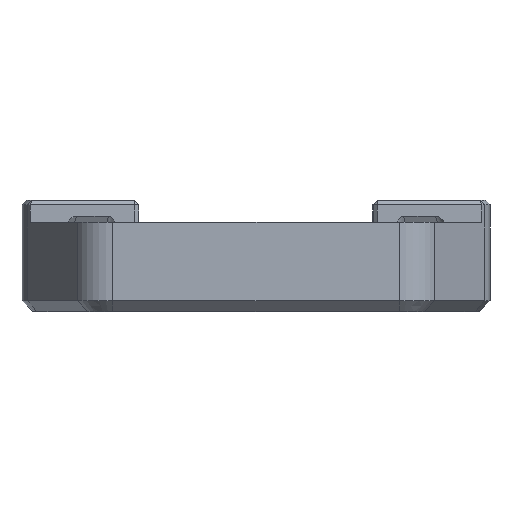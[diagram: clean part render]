
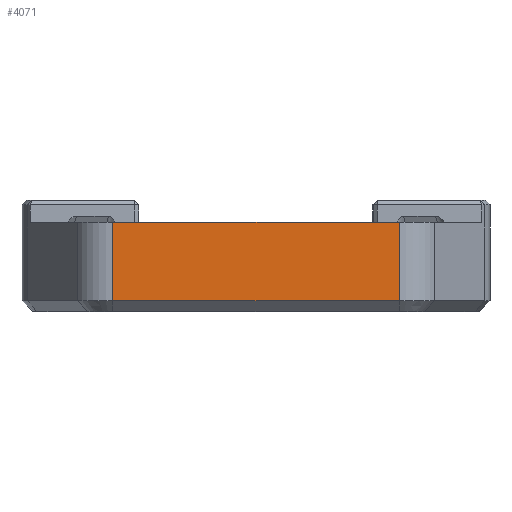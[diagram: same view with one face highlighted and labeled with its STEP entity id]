
A CAD part, front view. The second image highlights one B-rep face of the part: STEP entity #4071.
In plain terms, the highlighted planar face has unit normal (0, -1, 0).
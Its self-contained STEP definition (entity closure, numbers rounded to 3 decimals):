
#523=FACE_OUTER_BOUND('',#761,.T.);
#761=EDGE_LOOP('',(#3682,#3683,#3684,#3685));
#816=LINE('',#5826,#1225);
#1130=LINE('',#7156,#1539);
#1171=LINE('',#7388,#1580);
#1172=LINE('',#7390,#1581);
#1225=VECTOR('',#4587,10.);
#1539=VECTOR('',#5491,1000.);
#1580=VECTOR('',#5632,1000.);
#1581=VECTOR('',#5635,1000.);
#1648=VERTEX_POINT('',#5823);
#1649=VERTEX_POINT('',#5825);
#1943=VERTEX_POINT('',#7151);
#1944=VERTEX_POINT('',#7155);
#2025=EDGE_CURVE('',#1648,#1649,#816,.T.);
#2486=EDGE_CURVE('',#1943,#1944,#1130,.T.);
#2538=EDGE_CURVE('',#1943,#1649,#1171,.T.);
#2539=EDGE_CURVE('',#1944,#1648,#1172,.T.);
#3682=ORIENTED_EDGE('',*,*,#2539,.F.);
#3683=ORIENTED_EDGE('',*,*,#2486,.F.);
#3684=ORIENTED_EDGE('',*,*,#2538,.T.);
#3685=ORIENTED_EDGE('',*,*,#2025,.F.);
#3851=PLANE('',#4470);
#4071=ADVANCED_FACE('',(#523),#3851,.T.);
#4470=AXIS2_PLACEMENT_3D('',#7389,#5633,#5634);
#4587=DIRECTION('',(1.,0.,0.));
#5491=DIRECTION('',(-1.,0.,0.));
#5632=DIRECTION('',(0.,0.,1.));
#5633=DIRECTION('center_axis',(0.,-1.,0.));
#5634=DIRECTION('ref_axis',(1.,0.,0.));
#5635=DIRECTION('',(0.,0.,1.));
#5823=CARTESIAN_POINT('',(-9.793,-10.,6.1));
#5825=CARTESIAN_POINT('',(9.793,-10.,6.1));
#5826=CARTESIAN_POINT('',(-12.199,-10.,6.1));
#7151=CARTESIAN_POINT('',(9.793,-10.,0.75));
#7155=CARTESIAN_POINT('',(-9.793,-10.,0.75));
#7156=CARTESIAN_POINT('',(0.,-10.,0.75));
#7388=CARTESIAN_POINT('',(9.793,-10.,1.5));
#7389=CARTESIAN_POINT('Origin',(-9.803,-10.,0.74));
#7390=CARTESIAN_POINT('',(-9.793,-10.,1.5));
